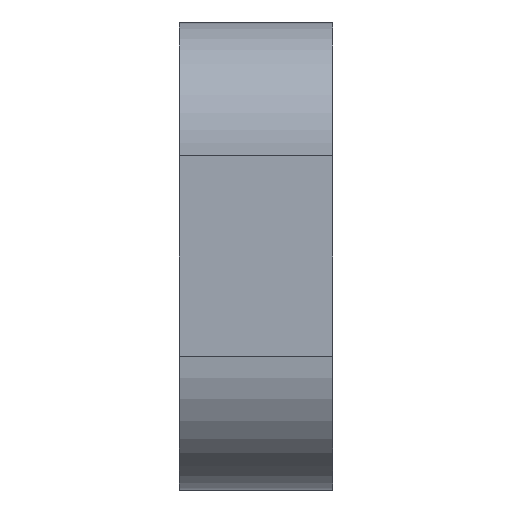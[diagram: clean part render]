
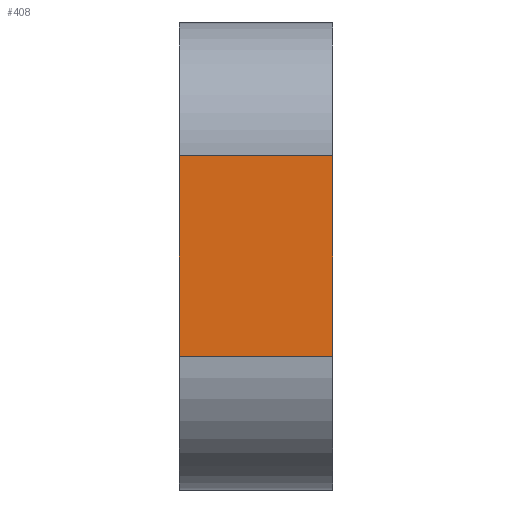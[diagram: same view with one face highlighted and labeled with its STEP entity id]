
A CAD part, left-side view. The second image highlights one B-rep face of the part: STEP entity #408.
In plain terms, the highlighted free-form (B-spline) face has degree [1, 1] with [2, 2] control points.
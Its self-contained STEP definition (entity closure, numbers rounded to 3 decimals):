
#114=ORIENTED_EDGE('trim curve',*,*,#231,.F.);
#115=ORIENTED_EDGE('trim curve',*,*,#232,.F.);
#116=ORIENTED_EDGE('trim curve',*,*,#233,.F.);
#117=ORIENTED_EDGE('trim curve',*,*,#234,.F.);
#176=VERTEX_POINT('Trimming Point',#629);
#177=VERTEX_POINT('Trimming Point',#630);
#178=VERTEX_POINT('Trimming Point',#631);
#179=VERTEX_POINT('Trimming Point',#633);
#231=EDGE_CURVE('Edge Curve',#176,#177,#291,.T.);
#232=EDGE_CURVE('Edge Curve',#178,#176,#292,.T.);
#233=EDGE_CURVE('Edge Curve',#179,#178,#293,.T.);
#234=EDGE_CURVE('Edge Curve',#177,#179,#294,.T.);
#291=(
BOUNDED_CURVE()
B_SPLINE_CURVE(1,(#629,#630),.UNSPECIFIED.,.U.,.U.)
B_SPLINE_CURVE_WITH_KNOTS((2,2),(0.,1.),.UNSPECIFIED.)
CURVE()
GEOMETRIC_REPRESENTATION_ITEM()
RATIONAL_B_SPLINE_CURVE((1.,1.))
REPRESENTATION_ITEM('node')
);
#292=(
BOUNDED_CURVE()
B_SPLINE_CURVE(1,(#631,#632),.UNSPECIFIED.,.U.,.U.)
B_SPLINE_CURVE_WITH_KNOTS((2,2),(0.,1.),.UNSPECIFIED.)
CURVE()
GEOMETRIC_REPRESENTATION_ITEM()
RATIONAL_B_SPLINE_CURVE((1.,1.))
REPRESENTATION_ITEM('node')
);
#293=(
BOUNDED_CURVE()
B_SPLINE_CURVE(1,(#633,#634),.UNSPECIFIED.,.U.,.U.)
B_SPLINE_CURVE_WITH_KNOTS((2,2),(0.,1.),.UNSPECIFIED.)
CURVE()
GEOMETRIC_REPRESENTATION_ITEM()
RATIONAL_B_SPLINE_CURVE((1.,1.))
REPRESENTATION_ITEM('node')
);
#294=(
BOUNDED_CURVE()
B_SPLINE_CURVE(1,(#635,#636),.UNSPECIFIED.,.U.,.U.)
B_SPLINE_CURVE_WITH_KNOTS((2,2),(0.,1.),.UNSPECIFIED.)
CURVE()
GEOMETRIC_REPRESENTATION_ITEM()
RATIONAL_B_SPLINE_CURVE((1.,1.))
REPRESENTATION_ITEM('node')
);
#324=EDGE_LOOP('trim boundary',(#114,#115,#116,#117));
#352=FACE_OUTER_BOUND('Boundary Edges',#324,.T.);
#380=(
BOUNDED_SURFACE()
B_SPLINE_SURFACE(1,1,((#625,#626),(#627,#628)),.UNSPECIFIED.,.U.,.U.,.U.)
B_SPLINE_SURFACE_WITH_KNOTS((2,2),(2,2),(0.,1.),(0.,1.),.UNSPECIFIED.)
GEOMETRIC_REPRESENTATION_ITEM()
RATIONAL_B_SPLINE_SURFACE(((1.,1.),(1.,1.)))
REPRESENTATION_ITEM('trim region')
SURFACE()
);
#408=ADVANCED_FACE('trim region',(#352),#380,.T.);
#625=CARTESIAN_POINT('CVs',(137.4,-0.1,89.4));
#626=CARTESIAN_POINT('CVs',(137.4,-0.1,86.4));
#627=CARTESIAN_POINT('CVs',(137.4,-2.4,89.4));
#628=CARTESIAN_POINT('CVs',(137.4,-2.4,86.4));
#629=CARTESIAN_POINT('CVs',(137.4,-2.4,89.4));
#630=CARTESIAN_POINT('CVs',(137.4,-0.1,89.4));
#631=CARTESIAN_POINT('CVs',(137.4,-2.4,86.4));
#632=CARTESIAN_POINT('CVs',(137.4,-2.4,89.4));
#633=CARTESIAN_POINT('CVs',(137.4,-0.1,86.4));
#634=CARTESIAN_POINT('CVs',(137.4,-2.4,86.4));
#635=CARTESIAN_POINT('CVs',(137.4,-0.1,89.4));
#636=CARTESIAN_POINT('CVs',(137.4,-0.1,86.4));
